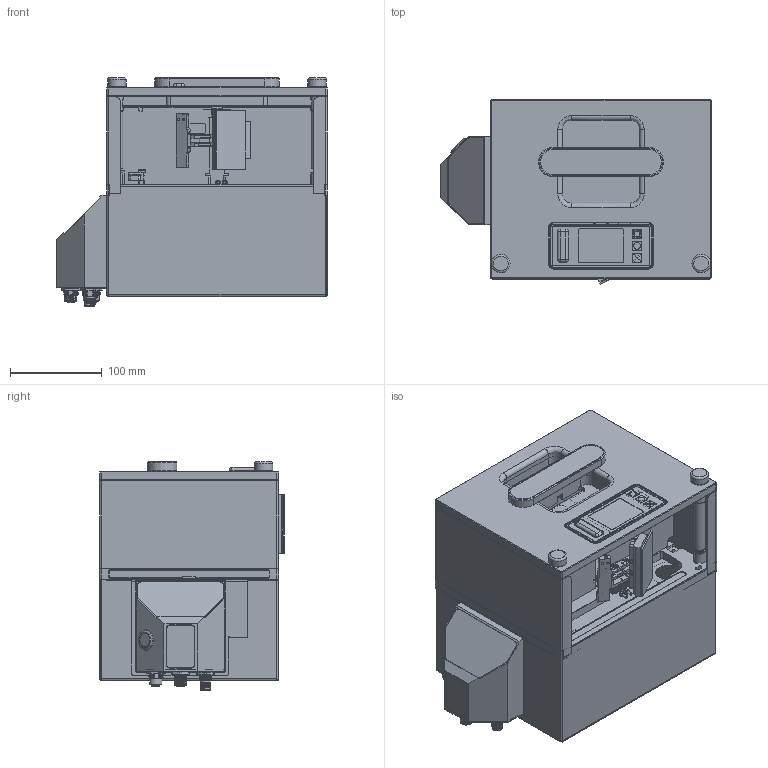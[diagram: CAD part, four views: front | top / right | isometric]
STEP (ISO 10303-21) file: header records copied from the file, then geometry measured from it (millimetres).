
FILE_DESCRIPTION(/* description */ ('PrintunitTT-53, geanodiseerd','CAx-IF Rec.Pracs.---Representation and Presentation of Product Manufacturing Information (PMI)---4.0---2014-10-13'),/* implementation_level */ '2;1');
FILE_NAME(/* name */ '820104_STEP.stp',/* time_stamp */ '2022-01-07T07:51:04+01:00',/* author */ ('TOO'),/* organization */ (''),/* preprocessor_version */ 'ST-DEVELOPER v18.1',/* originating_system */ 'Autodesk Inventor 2022',/* authorisation */ '');
FILE_SCHEMA (('AP242_MANAGED_MODEL_BASED_3D_ENGINEERING_MIM_LF { 1 0 10303 442 1 1 4 }'));
Products named in the file (1): 820104_STEP
Bounding box: 294.4 x 200.97 x 248.46 mm (x, y, z)
Volume: 1395220.4 mm3; surface area: 895830.6 mm2
Topology: 108 solids, 108 shells, 4849 faces, 12794 edges, 8338 vertices
Faces by surface type: plane 2763, cylinder 990, bspline 756, cone 246, torus 85, sphere 9
Full cylindrical faces by diameter (mm): 1.1 x25, 1.3 x4, 1.5 x5, 2 x1, 2.459 x6, 2.693 x2, 2.729 x1, 3 x13, 3.1 x2, 3.8 x1, 4 x2, 4.917 x2, 5 x2, 5.5 x7, 6 x4, 7.5 x1, 7.9 x2, 10.75 x1, 11 x1, 11.7 x1, 12.23 x1, 13 x3, 13.4 x2, 13.9 x2, 14 x2, 14.2 x1, 14.7 x1, 15.2 x1, 16 x2, 17.3 x1
Entity records: 211897 total; most frequent: CARTESIAN_POINT 92048, ORIENTED_EDGE 25532, DIRECTION 21213, EDGE_CURVE 12766, VERTEX_POINT 8337, LINE 8079, VECTOR 8079, AXIS2_PLACEMENT_3D 6567
